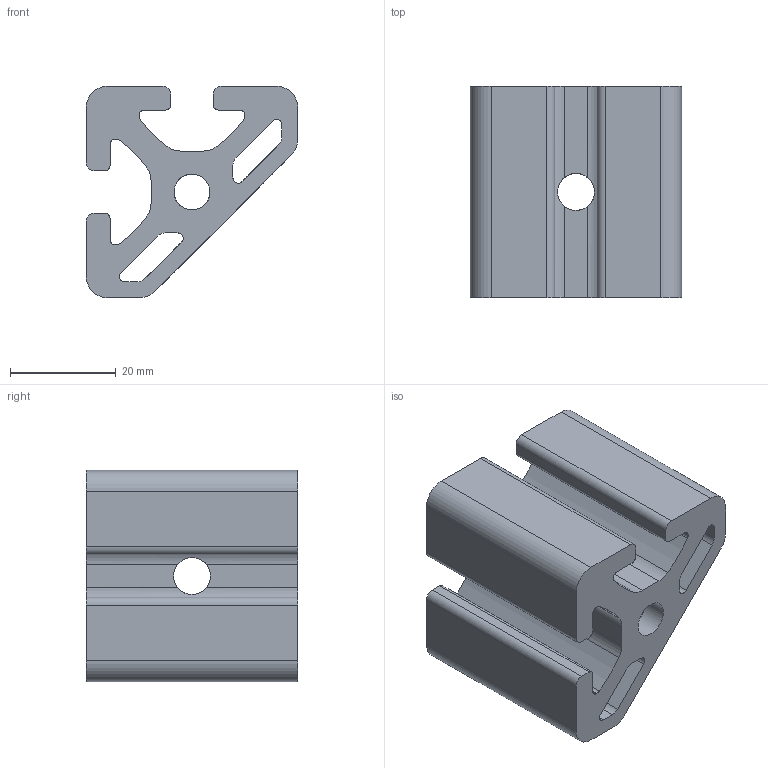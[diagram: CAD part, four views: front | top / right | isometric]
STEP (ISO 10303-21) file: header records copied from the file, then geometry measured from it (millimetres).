
FILE_DESCRIPTION( ( 'STEP AP214' ), '1' );
FILE_NAME( 'K1047.084040.stp', '2020-12-10T09:26:31', ( '' ), ( '' ), ' ', 'PARTsolutions', ' ' );
FILE_SCHEMA( ( 'AUTOMOTIVE_DESIGN { 1 0 10303 214 1 1 1 1 }' ) );
Length unit declared in the file: millimetre
Products named in the file (1): _K1047.084040
Bounding box: 40 x 40 x 40 mm (x, y, z)
Volume: 28370.7 mm3; surface area: 13748.5 mm2
Topology: 1 solids, 1 shells, 90 faces, 280 edges, 186 vertices
Faces by surface type: cylinder 47, plane 37, cone 6
Full cylindrical faces by diameter (mm): 6.647 x2, 6.8 x2, 7 x4
Entity records: 4196 total; most frequent: CARTESIAN_POINT 1003, DIRECTION 514, ORIENTED_EDGE 512, EDGE_CURVE 256, AXIS2_PLACEMENT_3D 189, VERTEX_POINT 174, LINE 136, VECTOR 136
